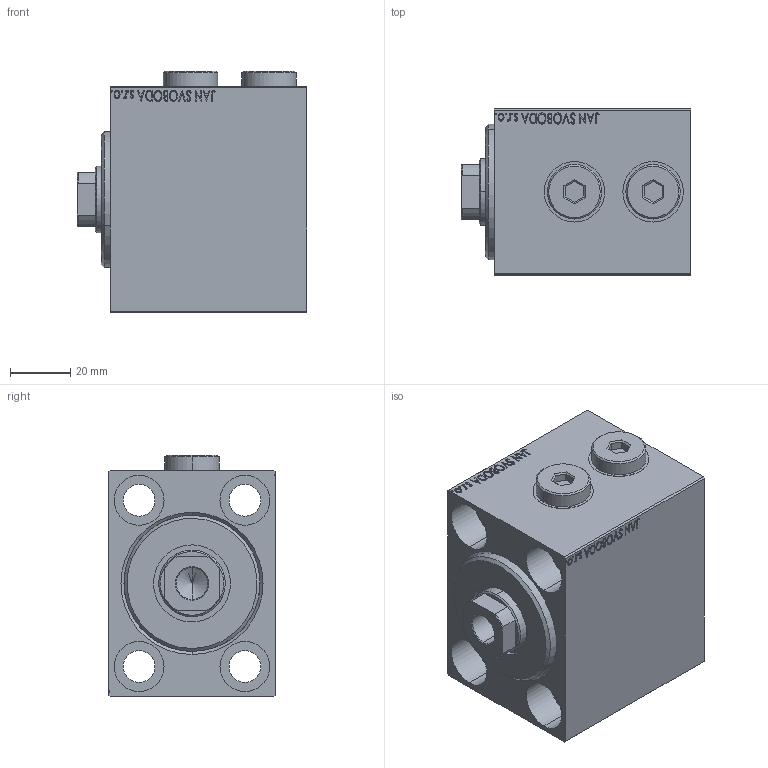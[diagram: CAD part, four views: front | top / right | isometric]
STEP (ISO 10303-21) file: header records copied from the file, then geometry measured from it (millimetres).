
FILE_DESCRIPTION (( 'STEP AP203' ), '1' );
FILE_NAME ('6b06.STEP', '2024-02-13T05:14:08', ( '' ), ( '' ), 'SwSTEP 2.0', 'SolidWorks 2019', '' );
FILE_SCHEMA (( 'CONFIG_CONTROL_DESIGN' ));
Length unit declared in the file: millimetre
Products named in the file (5): V450CM_C_VCP e57b8cc3fe2bf504ca86150f6887aca2; Zatka_OIL_PORT e57b8cc3fe2bf504ca86150f6887aca2; 6b06; V450CM_VC_B e57b8cc3fe2bf504ca86150f6887aca2; V450CM_C_Body e57b8cc3fe2bf504ca86150f6887aca2
Assembly tree (5 placements, depth 2):
  6b06
    V450CM_C_Body e57b8cc3fe2bf504ca86150f6887aca2
    V450CM_C_VCP e57b8cc3fe2bf504ca86150f6887aca2
    V450CM_VC_B e57b8cc3fe2bf504ca86150f6887aca2
    Zatka_OIL_PORT e57b8cc3fe2bf504ca86150f6887aca2  x2
Bounding box: 76 x 55 x 79.9 mm (x, y, z)
Volume: 50272.2 mm3; surface area: 57955.1 mm2
Topology: 4 solids, 5 shells, 913 faces, 2327 edges, 1537 vertices
Faces by surface type: plane 443, bspline 380, cylinder 72, cone 18
Entity records: 45134 total; most frequent: CARTESIAN_POINT 25338, ORIENTED_EDGE 4570, DIRECTION 2715, EDGE_CURVE 2285, VERTEX_POINT 1513, LINE 1351, VECTOR 1351, EDGE_LOOP 1030
